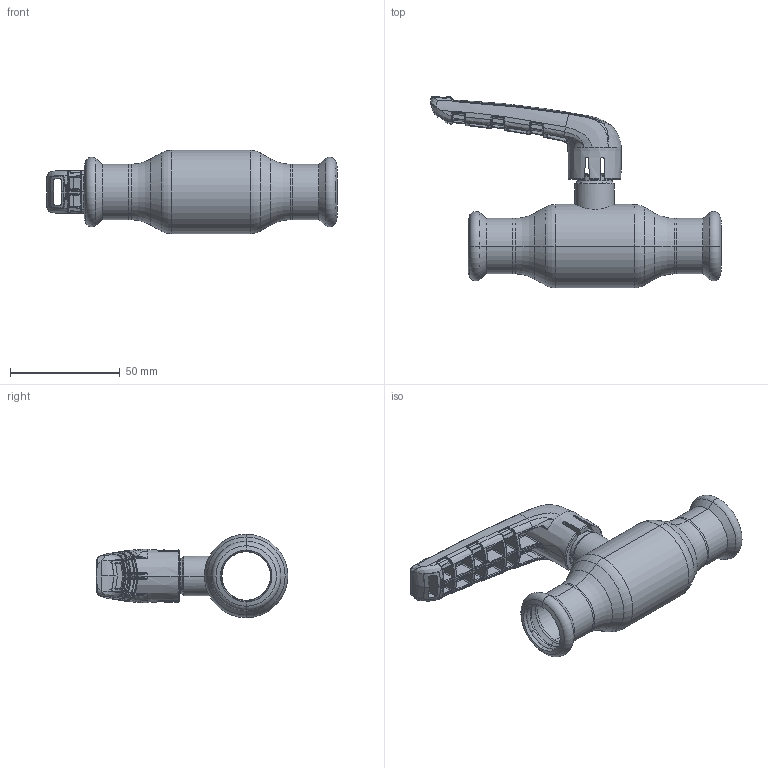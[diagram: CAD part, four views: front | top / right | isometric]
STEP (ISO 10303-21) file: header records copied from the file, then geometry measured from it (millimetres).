
FILE_DESCRIPTION (( 'STEP AP214' ), '1' );
FILE_NAME ('XPR10100 DN20 22 x 22.step', '2018-09-10T11:01:43', ( '' ), ( '' ), 'SwSTEP 2.0', 'SolidWorks 2017', '' );
FILE_SCHEMA (( 'AUTOMOTIVE_DESIGN' ));
Length unit declared in the file: millimetre
Products named in the file (1): XPR10100 DN20 22 x 22
Bounding box: 132.53 x 87.38 x 38 mm (x, y, z)
Surface area: 27504.7 mm2 (no closed solid volume)
Topology: 0 solids, 9 shells, 812 faces, 2495 edges, 1578 vertices
Faces by surface type: bspline 669, plane 51, cylinder 35, cone 32, torus 25
Entity records: 59837 total; most frequent: CARTESIAN_POINT 34886, ORIENTED_EDGE 4210, EDGE_CURVE 2463, B_SPLINE_CURVE_WITH_KNOTS 1717, DIRECTION 1604, VERTEX_POINT 1578, EDGE_LOOP 833, UNCERTAINTY_MEASURE_WITH_UNIT 814
